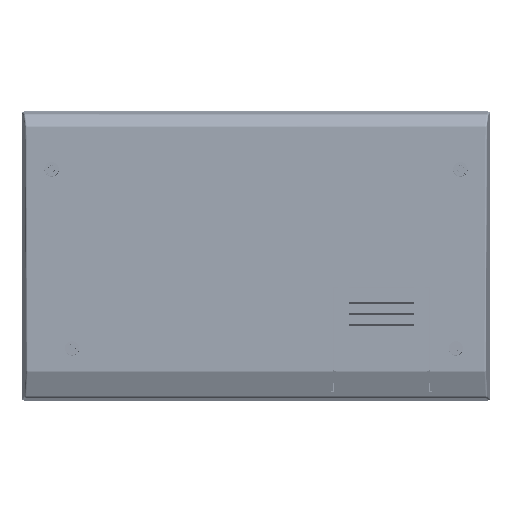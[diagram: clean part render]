
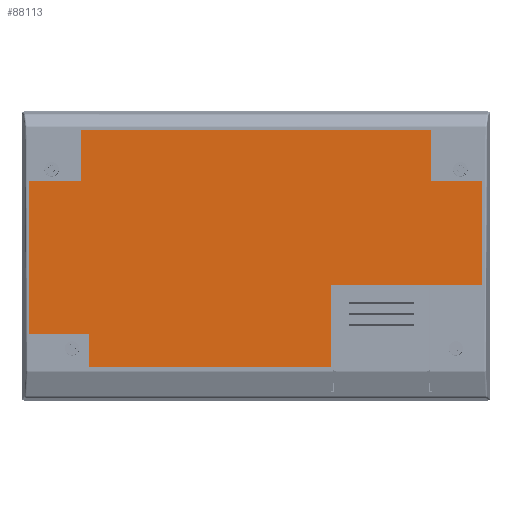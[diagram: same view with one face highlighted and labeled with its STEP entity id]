
A CAD part, front view. The second image highlights one B-rep face of the part: STEP entity #88113.
In plain terms, the highlighted planar face has unit normal (0, -1, 0).
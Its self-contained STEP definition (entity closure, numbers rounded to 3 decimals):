
#4103=PLANE('',#93953);
#6983=FACE_OUTER_BOUND('',#12485,.T.);
#12485=EDGE_LOOP('',(#65303,#65304,#65305,#65306,#65307,#65308,#65309,#65310,
#65311,#65312,#65313,#65314));
#19074=LINE('',#152791,#27211);
#19077=LINE('',#152797,#27214);
#19080=LINE('',#152803,#27217);
#19083=LINE('',#152809,#27220);
#19086=LINE('',#152815,#27223);
#19089=LINE('',#152821,#27226);
#19092=LINE('',#152827,#27229);
#19095=LINE('',#152833,#27232);
#19098=LINE('',#152839,#27235);
#19101=LINE('',#152845,#27238);
#19104=LINE('',#152851,#27241);
#19107=LINE('',#152855,#27244);
#27211=VECTOR('',#107673,10.);
#27214=VECTOR('',#107678,10.);
#27217=VECTOR('',#107683,10.);
#27220=VECTOR('',#107688,10.);
#27223=VECTOR('',#107693,10.);
#27226=VECTOR('',#107698,10.);
#27229=VECTOR('',#107703,10.);
#27232=VECTOR('',#107708,10.);
#27235=VECTOR('',#107713,10.);
#27238=VECTOR('',#107718,10.);
#27241=VECTOR('',#107723,10.);
#27244=VECTOR('',#107728,10.);
#38849=VERTEX_POINT('',#152788);
#38850=VERTEX_POINT('',#152790);
#38852=VERTEX_POINT('',#152796);
#38854=VERTEX_POINT('',#152802);
#38856=VERTEX_POINT('',#152808);
#38858=VERTEX_POINT('',#152814);
#38860=VERTEX_POINT('',#152820);
#38862=VERTEX_POINT('',#152826);
#38864=VERTEX_POINT('',#152832);
#38866=VERTEX_POINT('',#152838);
#38868=VERTEX_POINT('',#152844);
#38870=VERTEX_POINT('',#152850);
#48376=EDGE_CURVE('',#38850,#38849,#19074,.F.);
#48379=EDGE_CURVE('',#38852,#38850,#19077,.F.);
#48382=EDGE_CURVE('',#38854,#38852,#19080,.F.);
#48385=EDGE_CURVE('',#38856,#38854,#19083,.F.);
#48388=EDGE_CURVE('',#38858,#38856,#19086,.F.);
#48391=EDGE_CURVE('',#38860,#38858,#19089,.F.);
#48394=EDGE_CURVE('',#38862,#38860,#19092,.F.);
#48397=EDGE_CURVE('',#38864,#38862,#19095,.F.);
#48400=EDGE_CURVE('',#38866,#38864,#19098,.F.);
#48403=EDGE_CURVE('',#38868,#38866,#19101,.F.);
#48406=EDGE_CURVE('',#38870,#38868,#19104,.F.);
#48409=EDGE_CURVE('',#38849,#38870,#19107,.F.);
#65303=ORIENTED_EDGE('',*,*,#48409,.T.);
#65304=ORIENTED_EDGE('',*,*,#48406,.T.);
#65305=ORIENTED_EDGE('',*,*,#48403,.T.);
#65306=ORIENTED_EDGE('',*,*,#48400,.T.);
#65307=ORIENTED_EDGE('',*,*,#48397,.T.);
#65308=ORIENTED_EDGE('',*,*,#48394,.T.);
#65309=ORIENTED_EDGE('',*,*,#48391,.T.);
#65310=ORIENTED_EDGE('',*,*,#48388,.T.);
#65311=ORIENTED_EDGE('',*,*,#48385,.T.);
#65312=ORIENTED_EDGE('',*,*,#48382,.T.);
#65313=ORIENTED_EDGE('',*,*,#48379,.T.);
#65314=ORIENTED_EDGE('',*,*,#48376,.T.);
#88113=ADVANCED_FACE('',(#6983),#4103,.T.);
#93953=AXIS2_PLACEMENT_3D('',#152856,#107729,#107730);
#107673=DIRECTION('',(-1.,0.,0.));
#107678=DIRECTION('',(0.,0.,1.));
#107683=DIRECTION('',(-1.,0.,0.));
#107688=DIRECTION('',(0.,0.,1.));
#107693=DIRECTION('',(1.,0.,0.));
#107698=DIRECTION('',(0.,0.,1.));
#107703=DIRECTION('',(1.,0.,0.));
#107708=DIRECTION('',(0.,0.,-1.));
#107713=DIRECTION('',(1.,0.,0.));
#107718=DIRECTION('',(0.,0.,-1.));
#107723=DIRECTION('',(-1.,0.,0.));
#107728=DIRECTION('',(0.,0.,-1.));
#107729=DIRECTION('center_axis',(0.,-1.,0.));
#107730=DIRECTION('ref_axis',(0.,0.,-1.));
#152788=CARTESIAN_POINT('',(20.527,0.,-30.5));
#152790=CARTESIAN_POINT('',(-46.027,0.,-30.5));
#152791=CARTESIAN_POINT('',(-23.191,0.,-30.5));
#152796=CARTESIAN_POINT('',(-46.027,0.,-21.5));
#152797=CARTESIAN_POINT('',(-46.027,0.,-9.798));
#152802=CARTESIAN_POINT('',(-62.537,0.,-21.5));
#152803=CARTESIAN_POINT('',(-31.446,0.,-21.5));
#152808=CARTESIAN_POINT('',(-62.537,0.,20.557));
#152809=CARTESIAN_POINT('',(-62.537,0.,11.48));
#152814=CARTESIAN_POINT('',(-48.287,0.,20.557));
#152815=CARTESIAN_POINT('',(-24.321,0.,20.557));
#152820=CARTESIAN_POINT('',(-48.287,0.,34.807));
#152821=CARTESIAN_POINT('',(-48.287,0.,18.605));
#152826=CARTESIAN_POINT('',(48.287,0.,34.807));
#152827=CARTESIAN_POINT('',(24.216,0.,34.807));
#152832=CARTESIAN_POINT('',(48.287,0.,20.557));
#152833=CARTESIAN_POINT('',(48.287,0.,11.48));
#152838=CARTESIAN_POINT('',(62.327,0.,20.557));
#152839=CARTESIAN_POINT('',(31.236,0.,20.557));
#152844=CARTESIAN_POINT('',(62.327,0.,-8.));
#152845=CARTESIAN_POINT('',(62.327,0.,-3.048));
#152850=CARTESIAN_POINT('',(20.527,0.,-8.));
#152851=CARTESIAN_POINT('',(10.336,0.,-8.));
#152855=CARTESIAN_POINT('',(20.527,0.,-14.298));
#152856=CARTESIAN_POINT('Origin',(-0.105,0.,2.154));
